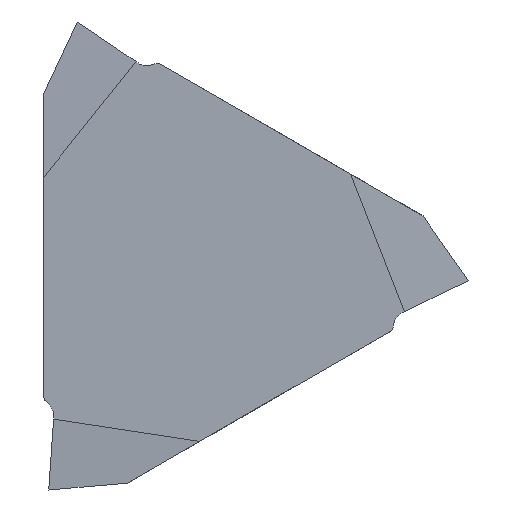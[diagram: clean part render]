
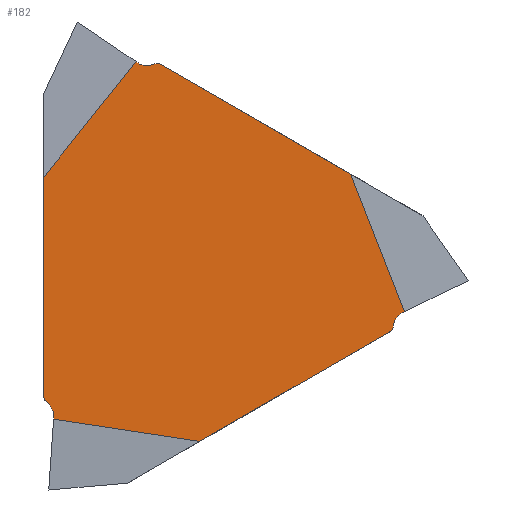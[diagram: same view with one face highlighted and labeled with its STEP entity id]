
A CAD part, left-side view. The second image highlights one B-rep face of the part: STEP entity #182.
In plain terms, the highlighted planar face has unit normal (-1, 0, 0).
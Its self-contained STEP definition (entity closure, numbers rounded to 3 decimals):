
#146=ELLIPSE('',#1853,0.251,0.25);
#147=ELLIPSE('',#1854,0.702,0.7);
#148=ELLIPSE('',#1855,0.251,0.25);
#149=ELLIPSE('',#1856,0.702,0.7);
#150=ELLIPSE('',#1857,0.251,0.25);
#151=ELLIPSE('',#1858,0.702,0.7);
#182=ADVANCED_FACE('',(#333),#285,.T.);
#285=PLANE('',#1859);
#333=FACE_OUTER_BOUND('',#437,.T.);
#437=EDGE_LOOP('',(#828,#829,#830,#831,#832,#833,#834,#835,#836,#837,#838,
#839,#840,#841,#842,#843,#844,#845));
#542=LINE('',#2533,#668);
#556=LINE('',#2615,#682);
#557=LINE('',#2619,#683);
#558=LINE('',#2621,#684);
#559=LINE('',#2623,#685);
#560=LINE('',#2627,#686);
#561=LINE('',#2631,#687);
#562=LINE('',#2633,#688);
#563=LINE('',#2635,#689);
#564=LINE('',#2639,#690);
#565=LINE('',#2643,#691);
#566=LINE('',#2645,#692);
#668=VECTOR('',#2029,1.);
#682=VECTOR('',#2065,1.);
#683=VECTOR('',#2068,1.);
#684=VECTOR('',#2069,1.);
#685=VECTOR('',#2070,1.);
#686=VECTOR('',#2073,1.);
#687=VECTOR('',#2076,1.);
#688=VECTOR('',#2077,1.);
#689=VECTOR('',#2078,1.);
#690=VECTOR('',#2081,1.);
#691=VECTOR('',#2084,1.);
#692=VECTOR('',#2085,1.);
#828=ORIENTED_EDGE('',*,*,#1496,.T.);
#829=ORIENTED_EDGE('',*,*,#1524,.T.);
#830=ORIENTED_EDGE('',*,*,#1525,.T.);
#831=ORIENTED_EDGE('',*,*,#1526,.F.);
#832=ORIENTED_EDGE('',*,*,#1527,.T.);
#833=ORIENTED_EDGE('',*,*,#1528,.F.);
#834=ORIENTED_EDGE('',*,*,#1529,.T.);
#835=ORIENTED_EDGE('',*,*,#1530,.T.);
#836=ORIENTED_EDGE('',*,*,#1531,.T.);
#837=ORIENTED_EDGE('',*,*,#1532,.F.);
#838=ORIENTED_EDGE('',*,*,#1533,.T.);
#839=ORIENTED_EDGE('',*,*,#1534,.F.);
#840=ORIENTED_EDGE('',*,*,#1535,.T.);
#841=ORIENTED_EDGE('',*,*,#1536,.T.);
#842=ORIENTED_EDGE('',*,*,#1537,.T.);
#843=ORIENTED_EDGE('',*,*,#1538,.F.);
#844=ORIENTED_EDGE('',*,*,#1539,.T.);
#845=ORIENTED_EDGE('',*,*,#1540,.F.);
#1331=VERTEX_POINT('',#2532);
#1332=VERTEX_POINT('',#2534);
#1356=VERTEX_POINT('',#2614);
#1357=VERTEX_POINT('',#2616);
#1358=VERTEX_POINT('',#2618);
#1359=VERTEX_POINT('',#2620);
#1360=VERTEX_POINT('',#2622);
#1361=VERTEX_POINT('',#2624);
#1362=VERTEX_POINT('',#2626);
#1363=VERTEX_POINT('',#2628);
#1364=VERTEX_POINT('',#2630);
#1365=VERTEX_POINT('',#2632);
#1366=VERTEX_POINT('',#2634);
#1367=VERTEX_POINT('',#2636);
#1368=VERTEX_POINT('',#2638);
#1369=VERTEX_POINT('',#2640);
#1370=VERTEX_POINT('',#2642);
#1371=VERTEX_POINT('',#2644);
#1496=EDGE_CURVE('',#1332,#1331,#542,.T.);
#1524=EDGE_CURVE('',#1331,#1356,#146,.T.);
#1525=EDGE_CURVE('',#1356,#1357,#556,.T.);
#1526=EDGE_CURVE('',#1358,#1357,#147,.T.);
#1527=EDGE_CURVE('',#1358,#1359,#557,.T.);
#1528=EDGE_CURVE('',#1360,#1359,#558,.T.);
#1529=EDGE_CURVE('',#1360,#1361,#559,.T.);
#1530=EDGE_CURVE('',#1361,#1362,#148,.T.);
#1531=EDGE_CURVE('',#1362,#1363,#560,.T.);
#1532=EDGE_CURVE('',#1364,#1363,#149,.T.);
#1533=EDGE_CURVE('',#1364,#1365,#561,.T.);
#1534=EDGE_CURVE('',#1366,#1365,#562,.T.);
#1535=EDGE_CURVE('',#1366,#1367,#563,.T.);
#1536=EDGE_CURVE('',#1367,#1368,#150,.T.);
#1537=EDGE_CURVE('',#1368,#1369,#564,.T.);
#1538=EDGE_CURVE('',#1370,#1369,#151,.T.);
#1539=EDGE_CURVE('',#1370,#1371,#565,.T.);
#1540=EDGE_CURVE('',#1332,#1371,#566,.T.);
#1853=AXIS2_PLACEMENT_3D('',#2613,#2063,#2064);
#1854=AXIS2_PLACEMENT_3D('',#2617,#2066,#2067);
#1855=AXIS2_PLACEMENT_3D('',#2625,#2071,#2072);
#1856=AXIS2_PLACEMENT_3D('',#2629,#2074,#2075);
#1857=AXIS2_PLACEMENT_3D('',#2637,#2079,#2080);
#1858=AXIS2_PLACEMENT_3D('',#2641,#2082,#2083);
#1859=AXIS2_PLACEMENT_3D('',#2646,#2086,#2087);
#2029=DIRECTION('',(0.,0.,-1.));
#2063=DIRECTION('',(-1.,0.,0.));
#2064=DIRECTION('',(0.,0.,-1.));
#2065=DIRECTION('',(0.,-0.707,-0.707));
#2066=DIRECTION('',(-1.,0.,0.));
#2067=DIRECTION('',(0.,0.447,-0.895));
#2068=DIRECTION('',(0.,0.07,-0.998));
#2069=DIRECTION('',(0.,0.989,0.151));
#2070=DIRECTION('',(0.,-0.866,0.5));
#2071=DIRECTION('',(-1.,0.,0.));
#2072=DIRECTION('',(0.,-0.866,0.5));
#2073=DIRECTION('',(0.,-0.259,0.966));
#2074=DIRECTION('',(-1.,0.,0.));
#2075=DIRECTION('',(0.,-0.998,0.06));
#2076=DIRECTION('',(0.,-0.899,0.438));
#2077=DIRECTION('',(0.,-0.364,-0.931));
#2078=DIRECTION('',(0.,0.866,0.5));
#2079=DIRECTION('',(-1.,0.,0.));
#2080=DIRECTION('',(0.,0.866,0.5));
#2081=DIRECTION('',(0.,0.966,-0.259));
#2082=DIRECTION('',(-1.,0.,0.));
#2083=DIRECTION('',(0.,0.551,0.834));
#2084=DIRECTION('',(0.,0.829,0.559));
#2085=DIRECTION('',(0.,-0.625,0.781));
#2086=DIRECTION('',(-1.,0.,0.));
#2087=DIRECTION('',(0.,0.,1.));
#2532=CARTESIAN_POINT('',(0.,7.1,-6.112));
#2533=CARTESIAN_POINT('',(0.,7.1,12.298));
#2534=CARTESIAN_POINT('',(0.,7.1,4.009));
#2613=CARTESIAN_POINT('',(0.,6.85,-6.112));
#2614=CARTESIAN_POINT('',(0.,7.026,-6.29));
#2615=CARTESIAN_POINT('',(0.,6.658,-6.658));
#2616=CARTESIAN_POINT('',(0.,6.842,-6.474));
#2617=CARTESIAN_POINT('',(0.,7.337,-6.972));
#2618=CARTESIAN_POINT('',(0.,6.639,-7.019));
#2619=CARTESIAN_POINT('',(0.,6.118,0.428));
#2620=CARTESIAN_POINT('',(0.,6.646,-7.128));
#2621=CARTESIAN_POINT('',(0.,1.213,-7.956));
#2622=CARTESIAN_POINT('',(0.,-0.078,-8.153));
#2623=CARTESIAN_POINT('',(0.,7.1,-12.298));
#2624=CARTESIAN_POINT('',(0.,-8.843,-3.093));
#2625=CARTESIAN_POINT('',(0.,-8.718,-2.876));
#2626=CARTESIAN_POINT('',(0.,-8.96,-2.94));
#2627=CARTESIAN_POINT('',(0.,-9.095,-2.437));
#2628=CARTESIAN_POINT('',(0.,-9.028,-2.688));
#2629=CARTESIAN_POINT('',(0.,-9.706,-2.868));
#2630=CARTESIAN_POINT('',(0.,-9.398,-2.24));
#2631=CARTESIAN_POINT('',(0.,-2.688,-5.512));
#2632=CARTESIAN_POINT('',(0.,-9.496,-2.192));
#2633=CARTESIAN_POINT('',(0.,-7.497,2.928));
#2634=CARTESIAN_POINT('',(0.,-7.022,4.144));
#2635=CARTESIAN_POINT('',(0.,-14.2,0.));
#2636=CARTESIAN_POINT('',(0.,1.743,9.205));
#2637=CARTESIAN_POINT('',(0.,1.868,8.988));
#2638=CARTESIAN_POINT('',(0.,1.934,9.23));
#2639=CARTESIAN_POINT('',(0.,2.437,9.095));
#2640=CARTESIAN_POINT('',(0.,2.186,9.162));
#2641=CARTESIAN_POINT('',(0.,2.369,9.84));
#2642=CARTESIAN_POINT('',(0.,2.759,9.259));
#2643=CARTESIAN_POINT('',(0.,-3.429,5.084));
#2644=CARTESIAN_POINT('',(0.,2.85,9.32));
#2645=CARTESIAN_POINT('',(0.,6.284,5.029));
#2646=CARTESIAN_POINT('',(0.,0.,0.));
